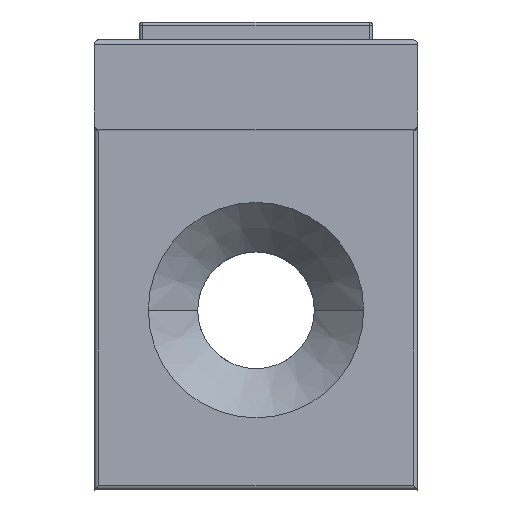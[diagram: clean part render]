
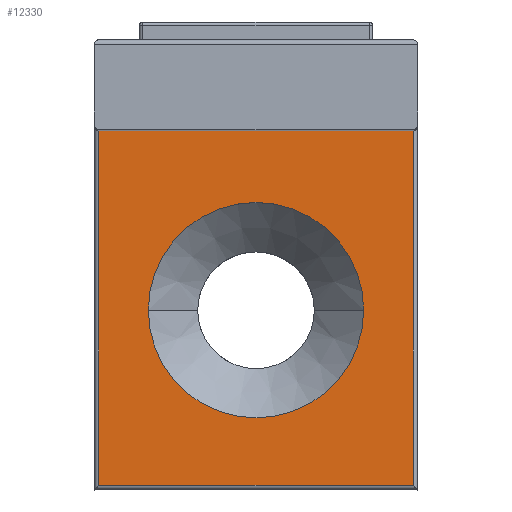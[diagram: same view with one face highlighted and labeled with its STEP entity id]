
A CAD part, top view. The second image highlights one B-rep face of the part: STEP entity #12330.
In plain terms, the highlighted planar face has unit normal (0, 0, 1).
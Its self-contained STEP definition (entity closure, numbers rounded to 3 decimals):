
#124 = DIRECTION ( 'NONE',  ( 0., -1., 0. ) ) ;
#545 = DIRECTION ( 'NONE',  ( 0., 0., 1. ) ) ;
#608 = EDGE_CURVE ( 'NONE', #8382, #6505, #10570, .T. ) ;
#738 = AXIS2_PLACEMENT_3D ( 'NONE', #5137, #545, #2946 ) ;
#1033 = CARTESIAN_POINT ( 'NONE',  ( 8.75, -5., 7.5 ) ) ;
#1095 = EDGE_CURVE ( 'NONE', #9246, #4287, #5668, .T. ) ;
#2168 = CARTESIAN_POINT ( 'NONE',  ( 9., -5., 7.5 ) ) ;
#2654 = ORIENTED_EDGE ( 'NONE', *, *, #6699, .T. ) ;
#2946 = DIRECTION ( 'NONE',  ( 1., 0., 0. ) ) ;
#3392 = FACE_BOUND ( 'NONE', #8952, .T. ) ;
#3400 = VERTEX_POINT ( 'NONE', #5482 ) ;
#3610 = CARTESIAN_POINT ( 'NONE',  ( 9., -5., 7.5 ) ) ;
#3656 = ORIENTED_EDGE ( 'NONE', *, *, #608, .T. ) ;
#3800 = EDGE_CURVE ( 'NONE', #3400, #8382, #6290, .T. ) ;
#4287 = VERTEX_POINT ( 'NONE', #12866 ) ;
#4644 = VECTOR ( 'NONE', #12266, 1000. ) ;
#4699 = DIRECTION ( 'NONE',  ( 0., 1., 0. ) ) ;
#4893 = DIRECTION ( 'NONE',  ( 1., 0., 0. ) ) ;
#5137 = CARTESIAN_POINT ( 'NONE',  ( 0., -15., 7.5 ) ) ;
#5329 = ORIENTED_EDGE ( 'NONE', *, *, #6555, .T. ) ;
#5482 = CARTESIAN_POINT ( 'NONE',  ( 8.75, -24.75, 7.5 ) ) ;
#5668 = CIRCLE ( 'NONE', #738, 6. ) ;
#5941 = CARTESIAN_POINT ( 'NONE',  ( 8.75, -5., 7.5 ) ) ;
#6003 = AXIS2_PLACEMENT_3D ( 'NONE', #12671, #13656, #4893 ) ;
#6290 = LINE ( 'NONE', #5941, #7337 ) ;
#6505 = VERTEX_POINT ( 'NONE', #12477 ) ;
#6555 = EDGE_CURVE ( 'NONE', #14193, #3400, #8821, .T. ) ;
#6574 = EDGE_LOOP ( 'NONE', ( #5329, #7752, #3656, #2654 ) ) ;
#6699 = EDGE_CURVE ( 'NONE', #6505, #14193, #10869, .T. ) ;
#7153 = DIRECTION ( 'NONE',  ( 1., 0., 0. ) ) ;
#7337 = VECTOR ( 'NONE', #10336, 1000. ) ;
#7459 = ORIENTED_EDGE ( 'NONE', *, *, #10661, .F. ) ;
#7752 = ORIENTED_EDGE ( 'NONE', *, *, #3800, .T. ) ;
#8246 = CARTESIAN_POINT ( 'NONE',  ( 9., -24.75, 7.5 ) ) ;
#8382 = VERTEX_POINT ( 'NONE', #1033 ) ;
#8821 = LINE ( 'NONE', #8246, #10359 ) ;
#8952 = EDGE_LOOP ( 'NONE', ( #12452, #7459 ) ) ;
#9159 = PLANE ( 'NONE',  #14158 ) ;
#9246 = VERTEX_POINT ( 'NONE', #12342 ) ;
#10336 = DIRECTION ( 'NONE',  ( 0., 1., 0. ) ) ;
#10359 = VECTOR ( 'NONE', #7153, 1000. ) ;
#10570 = LINE ( 'NONE', #2168, #4644 ) ;
#10661 = EDGE_CURVE ( 'NONE', #4287, #9246, #14427, .T. ) ;
#10869 = LINE ( 'NONE', #13491, #12261 ) ;
#11378 = DIRECTION ( 'NONE',  ( 0., 0., -1. ) ) ;
#12261 = VECTOR ( 'NONE', #124, 1000. ) ;
#12266 = DIRECTION ( 'NONE',  ( -1., 0., 0. ) ) ;
#12330 = ADVANCED_FACE ( 'NONE', ( #3392, #13856 ), #9159, .F. ) ;
#12342 = CARTESIAN_POINT ( 'NONE',  ( 6., -15., 7.5 ) ) ;
#12365 = CARTESIAN_POINT ( 'NONE',  ( -8.75, -24.75, 7.5 ) ) ;
#12452 = ORIENTED_EDGE ( 'NONE', *, *, #1095, .F. ) ;
#12477 = CARTESIAN_POINT ( 'NONE',  ( -8.75, -5., 7.5 ) ) ;
#12671 = CARTESIAN_POINT ( 'NONE',  ( 0., -15., 7.5 ) ) ;
#12866 = CARTESIAN_POINT ( 'NONE',  ( -6., -15., 7.5 ) ) ;
#13491 = CARTESIAN_POINT ( 'NONE',  ( -8.75, -25., 7.5 ) ) ;
#13656 = DIRECTION ( 'NONE',  ( 0., 0., 1. ) ) ;
#13856 = FACE_OUTER_BOUND ( 'NONE', #6574, .T. ) ;
#14158 = AXIS2_PLACEMENT_3D ( 'NONE', #3610, #11378, #4699 ) ;
#14193 = VERTEX_POINT ( 'NONE', #12365 ) ;
#14427 = CIRCLE ( 'NONE', #6003, 6. ) ;
